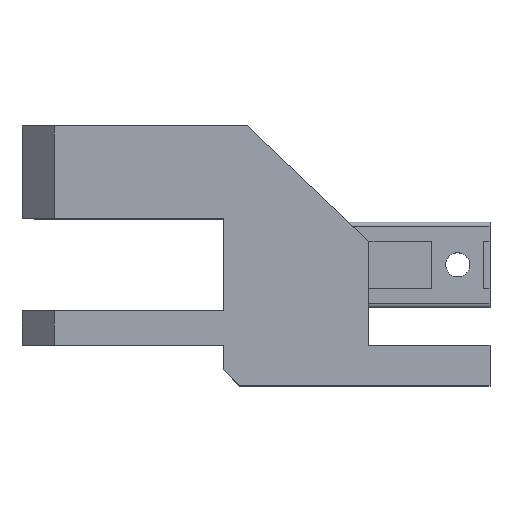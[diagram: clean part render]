
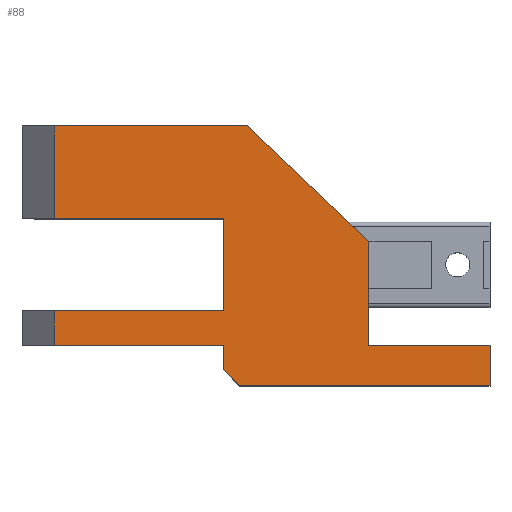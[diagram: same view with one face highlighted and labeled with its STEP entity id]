
A CAD part, top view. The second image highlights one B-rep face of the part: STEP entity #88.
In plain terms, the highlighted planar face has unit normal (0, 0, 1).
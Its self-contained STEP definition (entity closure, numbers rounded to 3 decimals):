
#21 = EDGE_CURVE('',#22,#24,#26,.T.);
#22 = VERTEX_POINT('',#23);
#23 = CARTESIAN_POINT('',(47.,30.,214.1));
#24 = VERTEX_POINT('',#25);
#25 = CARTESIAN_POINT('',(45.,32.,214.1));
#26 = LINE('',#27,#28);
#27 = CARTESIAN_POINT('',(42.975,34.025,214.1));
#28 = VECTOR('',#29,1.);
#29 = DIRECTION('',(-0.707,0.707,0.));
#62 = EDGE_CURVE('',#63,#24,#65,.T.);
#63 = VERTEX_POINT('',#64);
#64 = CARTESIAN_POINT('',(45.,35.,214.1));
#65 = LINE('',#66,#67);
#66 = CARTESIAN_POINT('',(45.,40.55,214.1));
#67 = VECTOR('',#68,1.);
#68 = DIRECTION('',(0.,-1.,0.));
#88 = ADVANCED_FACE('',(#89),#187,.T.);
#89 = FACE_BOUND('',#90,.T.);
#90 = EDGE_LOOP('',(#91,#92,#100,#108,#116,#124,#132,#140,#148,#156,#164
    ,#172,#180,#186));
#91 = ORIENTED_EDGE('',*,*,#21,.F.);
#92 = ORIENTED_EDGE('',*,*,#93,.T.);
#93 = EDGE_CURVE('',#22,#94,#96,.T.);
#94 = VERTEX_POINT('',#95);
#95 = CARTESIAN_POINT('',(78.,30.,214.1));
#96 = LINE('',#97,#98);
#97 = CARTESIAN_POINT('',(47.,30.,214.1));
#98 = VECTOR('',#99,1.);
#99 = DIRECTION('',(1.,0.,0.));
#100 = ORIENTED_EDGE('',*,*,#101,.T.);
#101 = EDGE_CURVE('',#94,#102,#104,.T.);
#102 = VERTEX_POINT('',#103);
#103 = CARTESIAN_POINT('',(78.,35.,214.1));
#104 = LINE('',#105,#106);
#105 = CARTESIAN_POINT('',(78.,38.05,214.1));
#106 = VECTOR('',#107,1.);
#107 = DIRECTION('',(0.,1.,0.));
#108 = ORIENTED_EDGE('',*,*,#109,.T.);
#109 = EDGE_CURVE('',#102,#110,#112,.T.);
#110 = VERTEX_POINT('',#111);
#111 = CARTESIAN_POINT('',(63.,35.,214.1));
#112 = LINE('',#113,#114);
#113 = CARTESIAN_POINT('',(63.5,35.,214.1));
#114 = VECTOR('',#115,1.);
#115 = DIRECTION('',(-1.,0.,0.));
#116 = ORIENTED_EDGE('',*,*,#117,.T.);
#117 = EDGE_CURVE('',#110,#118,#120,.T.);
#118 = VERTEX_POINT('',#119);
#119 = CARTESIAN_POINT('',(63.,47.9,214.1));
#120 = LINE('',#121,#122);
#121 = CARTESIAN_POINT('',(63.,40.55,214.1));
#122 = VECTOR('',#123,1.);
#123 = DIRECTION('',(0.,1.,0.));
#124 = ORIENTED_EDGE('',*,*,#125,.T.);
#125 = EDGE_CURVE('',#118,#126,#128,.T.);
#126 = VERTEX_POINT('',#127);
#127 = CARTESIAN_POINT('',(48.,62.2,214.1));
#128 = LINE('',#129,#130);
#129 = CARTESIAN_POINT('',(59.782,50.967,214.1));
#130 = VECTOR('',#131,1.);
#131 = DIRECTION('',(-0.724,0.69,0.));
#132 = ORIENTED_EDGE('',*,*,#133,.T.);
#133 = EDGE_CURVE('',#126,#134,#136,.T.);
#134 = VERTEX_POINT('',#135);
#135 = CARTESIAN_POINT('',(24.,62.2,214.1));
#136 = LINE('',#137,#138);
#137 = CARTESIAN_POINT('',(48.5,62.2,214.1));
#138 = VECTOR('',#139,1.);
#139 = DIRECTION('',(-1.,0.,0.));
#140 = ORIENTED_EDGE('',*,*,#141,.F.);
#141 = EDGE_CURVE('',#142,#134,#144,.T.);
#142 = VERTEX_POINT('',#143);
#143 = CARTESIAN_POINT('',(24.,50.7,214.1));
#144 = LINE('',#145,#146);
#145 = CARTESIAN_POINT('',(24.,48.4,214.1));
#146 = VECTOR('',#147,1.);
#147 = DIRECTION('',(0.,1.,0.));
#148 = ORIENTED_EDGE('',*,*,#149,.T.);
#149 = EDGE_CURVE('',#142,#150,#152,.T.);
#150 = VERTEX_POINT('',#151);
#151 = CARTESIAN_POINT('',(45.,50.7,214.1));
#152 = LINE('',#153,#154);
#153 = CARTESIAN_POINT('',(34.5,50.7,214.1));
#154 = VECTOR('',#155,1.);
#155 = DIRECTION('',(1.,0.,0.));
#156 = ORIENTED_EDGE('',*,*,#157,.T.);
#157 = EDGE_CURVE('',#150,#158,#160,.T.);
#158 = VERTEX_POINT('',#159);
#159 = CARTESIAN_POINT('',(45.,39.3,214.1));
#160 = LINE('',#161,#162);
#161 = CARTESIAN_POINT('',(45.,48.4,214.1));
#162 = VECTOR('',#163,1.);
#163 = DIRECTION('',(0.,-1.,0.));
#164 = ORIENTED_EDGE('',*,*,#165,.T.);
#165 = EDGE_CURVE('',#158,#166,#168,.T.);
#166 = VERTEX_POINT('',#167);
#167 = CARTESIAN_POINT('',(24.,39.3,214.1));
#168 = LINE('',#169,#170);
#169 = CARTESIAN_POINT('',(47.,39.3,214.1));
#170 = VECTOR('',#171,1.);
#171 = DIRECTION('',(-1.,0.,0.));
#172 = ORIENTED_EDGE('',*,*,#173,.F.);
#173 = EDGE_CURVE('',#174,#166,#176,.T.);
#174 = VERTEX_POINT('',#175);
#175 = CARTESIAN_POINT('',(24.,35.,214.1));
#176 = LINE('',#177,#178);
#177 = CARTESIAN_POINT('',(24.,40.55,214.1));
#178 = VECTOR('',#179,1.);
#179 = DIRECTION('',(0.,1.,0.));
#180 = ORIENTED_EDGE('',*,*,#181,.T.);
#181 = EDGE_CURVE('',#174,#63,#182,.T.);
#182 = LINE('',#183,#184);
#183 = CARTESIAN_POINT('',(34.5,35.,214.1));
#184 = VECTOR('',#185,1.);
#185 = DIRECTION('',(1.,0.,0.));
#186 = ORIENTED_EDGE('',*,*,#62,.T.);
#187 = PLANE('',#188);
#188 = AXIS2_PLACEMENT_3D('',#189,#190,#191);
#189 = CARTESIAN_POINT('',(49.,46.1,214.1));
#190 = DIRECTION('',(0.,0.,1.));
#191 = DIRECTION('',(1.,0.,-0.));
